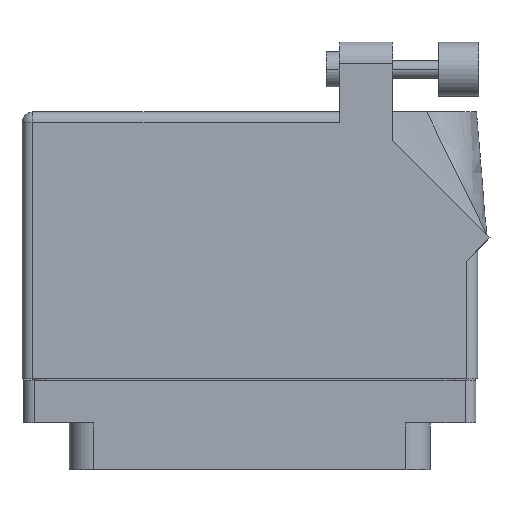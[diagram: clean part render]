
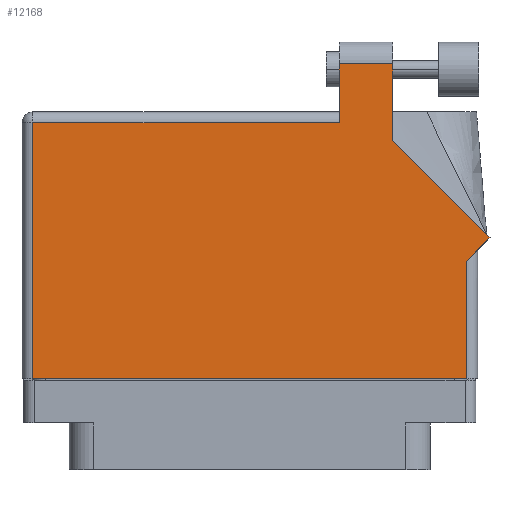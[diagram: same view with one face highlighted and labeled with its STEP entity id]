
A CAD part, front view. The second image highlights one B-rep face of the part: STEP entity #12168.
In plain terms, the highlighted face is planar.
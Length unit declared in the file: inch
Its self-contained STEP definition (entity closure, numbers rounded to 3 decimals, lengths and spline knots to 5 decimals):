
#1086 = LINE ( 'NONE', #31463, #27672 ) ;
#2319 = LINE ( 'NONE', #25289, #43959 ) ;
#2652 = EDGE_CURVE ( 'NONE', #42981, #20737, #2319, .T. ) ;
#3418 = CARTESIAN_POINT ( 'NONE',  ( 0.513, 1.368, 0.455 ) ) ;
#3724 = VECTOR ( 'NONE', #39372, 39.37008 ) ;
#4921 = VECTOR ( 'NONE', #16757, 39.37008 ) ;
#6520 = VERTEX_POINT ( 'NONE', #33464 ) ;
#7352 = DIRECTION ( 'NONE',  ( -1., 0., 0. ) ) ;
#8341 = CARTESIAN_POINT ( 'NONE',  ( -1.244, -0.1, 0.455 ) ) ;
#9039 = CARTESIAN_POINT ( 'NONE',  ( 0.82, 1.26442, 0.455 ) ) ;
#9242 = LINE ( 'NONE', #33353, #43323 ) ;
#9885 = DIRECTION ( 'NONE',  ( 0., -1., 0. ) ) ;
#11192 = EDGE_CURVE ( 'NONE', #20737, #21084, #30091, .T. ) ;
#11680 = LINE ( 'NONE', #31211, #31355 ) ;
#12012 = EDGE_LOOP ( 'NONE', ( #26053, #42031, #25207, #25930, #26549, #27612, #32186, #26691, #44178 ) ) ;
#12168 = ADVANCED_FACE ( 'NONE', ( #45004 ), #29500, .F. ) ;
#12477 = LINE ( 'NONE', #23914, #4921 ) ;
#13756 = CARTESIAN_POINT ( 'NONE',  ( 0.513, 1.705, 0.455 ) ) ;
#14521 = EDGE_CURVE ( 'NONE', #46423, #42981, #9242, .T. ) ;
#16757 = DIRECTION ( 'NONE',  ( -0.707, 0.707, 0. ) ) ;
#17988 = DIRECTION ( 'NONE',  ( 0., 1., 0. ) ) ;
#18617 = DIRECTION ( 'NONE',  ( 1., 0., 0. ) ) ;
#18667 = VERTEX_POINT ( 'NONE', #9039 ) ;
#19697 = EDGE_CURVE ( 'NONE', #26752, #46423, #44172, .T. ) ;
#20737 = VERTEX_POINT ( 'NONE', #21898 ) ;
#20942 = DIRECTION ( 'NONE',  ( 0., 1., 0. ) ) ;
#20995 = VECTOR ( 'NONE', #9885, 39.37008 ) ;
#21084 = VERTEX_POINT ( 'NONE', #21348 ) ;
#21179 = VECTOR ( 'NONE', #28811, 39.37008 ) ;
#21348 = CARTESIAN_POINT ( 'NONE',  ( 1.37671, 0.70771, 0.455 ) ) ;
#21898 = CARTESIAN_POINT ( 'NONE',  ( 1.244, 0.575, 0.455 ) ) ;
#22140 = CARTESIAN_POINT ( 'NONE',  ( 1.244, -0.1, 0.455 ) ) ;
#22739 = CARTESIAN_POINT ( 'NONE',  ( -1.306, 1.43, 0.455 ) ) ;
#22749 = CARTESIAN_POINT ( 'NONE',  ( -1.244, 1.368, 0.455 ) ) ;
#22790 = EDGE_CURVE ( 'NONE', #21084, #18667, #12477, .T. ) ;
#23730 = CARTESIAN_POINT ( 'NONE',  ( 0.82, 1.705, 0.455 ) ) ;
#23914 = CARTESIAN_POINT ( 'NONE',  ( 1.37671, 0.70771, 0.455 ) ) ;
#25207 = ORIENTED_EDGE ( 'NONE', *, *, #43762, .T. ) ;
#25289 = CARTESIAN_POINT ( 'NONE',  ( 1.244, 0.637, 0.455 ) ) ;
#25705 = VERTEX_POINT ( 'NONE', #23730 ) ;
#25930 = ORIENTED_EDGE ( 'NONE', *, *, #47553, .T. ) ;
#26053 = ORIENTED_EDGE ( 'NONE', *, *, #38552, .T. ) ;
#26549 = ORIENTED_EDGE ( 'NONE', *, *, #19697, .T. ) ;
#26691 = ORIENTED_EDGE ( 'NONE', *, *, #11192, .T. ) ;
#26752 = VERTEX_POINT ( 'NONE', #22749 ) ;
#27612 = ORIENTED_EDGE ( 'NONE', *, *, #14521, .T. ) ;
#27672 = VECTOR ( 'NONE', #20942, 39.37008 ) ;
#28811 = DIRECTION ( 'NONE',  ( -1., 0., 0. ) ) ;
#29500 = PLANE ( 'NONE',  #34637 ) ;
#30091 = LINE ( 'NONE', #40241, #32925 ) ;
#30134 = DIRECTION ( 'NONE',  ( 0., 0., -1. ) ) ;
#31211 = CARTESIAN_POINT ( 'NONE',  ( 0.513, 1.43, 0.455 ) ) ;
#31355 = VECTOR ( 'NONE', #46198, 39.37008 ) ;
#31463 = CARTESIAN_POINT ( 'NONE',  ( 0.82, 1.26442, 0.455 ) ) ;
#32186 = ORIENTED_EDGE ( 'NONE', *, *, #2652, .T. ) ;
#32283 = CARTESIAN_POINT ( 'NONE',  ( -1.306, 1.368, 0.455 ) ) ;
#32925 = VECTOR ( 'NONE', #43965, 39.37008 ) ;
#33353 = CARTESIAN_POINT ( 'NONE',  ( -1.306, -0.1, 0.455 ) ) ;
#33464 = CARTESIAN_POINT ( 'NONE',  ( 0.513, 1.705, 0.455 ) ) ;
#34637 = AXIS2_PLACEMENT_3D ( 'NONE', #22739, #30134, #7352 ) ;
#35949 = VERTEX_POINT ( 'NONE', #3418 ) ;
#38420 = LINE ( 'NONE', #13756, #21179 ) ;
#38552 = EDGE_CURVE ( 'NONE', #18667, #25705, #1086, .T. ) ;
#39372 = DIRECTION ( 'NONE',  ( -1., 0., 0. ) ) ;
#40241 = CARTESIAN_POINT ( 'NONE',  ( 1.306, 0.637, 0.455 ) ) ;
#40759 = EDGE_CURVE ( 'NONE', #25705, #6520, #38420, .T. ) ;
#42031 = ORIENTED_EDGE ( 'NONE', *, *, #40759, .T. ) ;
#42981 = VERTEX_POINT ( 'NONE', #22140 ) ;
#43323 = VECTOR ( 'NONE', #18617, 39.37008 ) ;
#43762 = EDGE_CURVE ( 'NONE', #6520, #35949, #11680, .T. ) ;
#43959 = VECTOR ( 'NONE', #17988, 39.37008 ) ;
#43965 = DIRECTION ( 'NONE',  ( 0.707, 0.707, 0. ) ) ;
#44172 = LINE ( 'NONE', #46725, #20995 ) ;
#44178 = ORIENTED_EDGE ( 'NONE', *, *, #22790, .T. ) ;
#45004 = FACE_OUTER_BOUND ( 'NONE', #12012, .T. ) ;
#46198 = DIRECTION ( 'NONE',  ( 0., -1., 0. ) ) ;
#46423 = VERTEX_POINT ( 'NONE', #8341 ) ;
#46725 = CARTESIAN_POINT ( 'NONE',  ( -1.244, -0.1, 0.455 ) ) ;
#47553 = EDGE_CURVE ( 'NONE', #35949, #26752, #47692, .T. ) ;
#47692 = LINE ( 'NONE', #32283, #3724 ) ;
